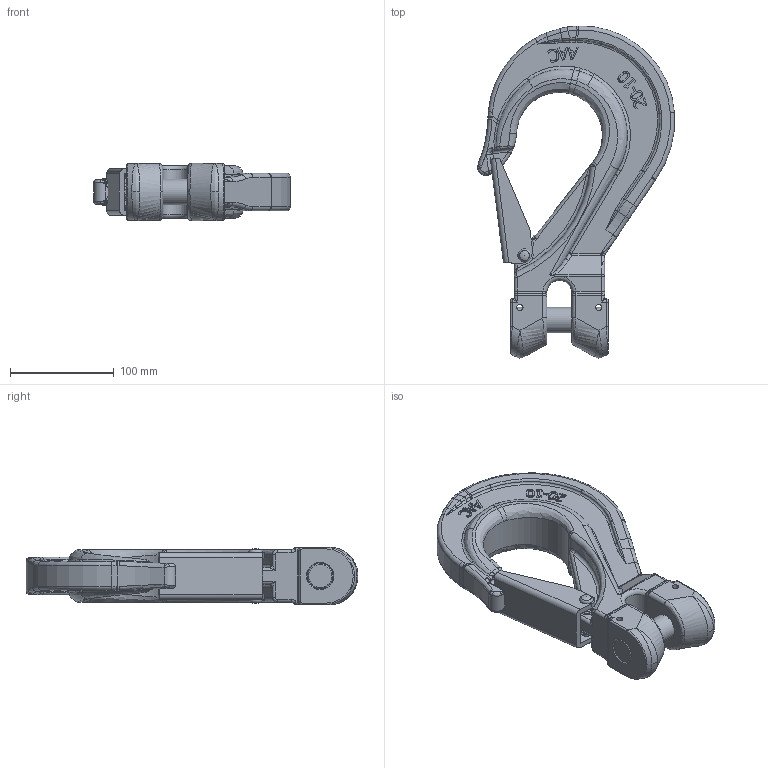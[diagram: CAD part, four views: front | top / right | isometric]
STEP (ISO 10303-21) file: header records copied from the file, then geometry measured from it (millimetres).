
FILE_DESCRIPTION(/* description */ (''),/* implementation_level */ '2;1');
FILE_NAME(/* name */ 'X-043 S-20.stp',/* time_stamp */ '2019-01-23T22:32:16+08:00',/* author */ ('Tony'),/* organization */ (''),/* preprocessor_version */ 'ST-DEVELOPER v16.1',/* originating_system */ 'Autodesk Inventor 2016',/* authorisation */ '');
FILE_SCHEMA (('AUTOMOTIVE_DESIGN { 1 0 10303 214 3 1 1 }'));
Length unit declared in the file: millimetre
Products named in the file (1): X-043  S-20
Bounding box: 189.58 x 319.64 x 55 mm (x, y, z)
Volume: 1112715.1 mm3; surface area: 143292.6 mm2
Topology: 5 solids, 5 shells, 705 faces, 1786 edges, 1086 vertices
Faces by surface type: bspline 324, plane 204, cylinder 107, torus 54, sphere 12, cone 4
Full cylindrical faces by diameter (mm): 1.5 x5, 6 x2, 8 x3, 13 x2, 24.5 x3
Entity records: 29517 total; most frequent: CARTESIAN_POINT 14819, ORIENTED_EDGE 3446, DIRECTION 2259, EDGE_CURVE 1723, VERTEX_POINT 1080, AXIS2_PLACEMENT_3D 780, EDGE_LOOP 773, FACE_OUTER_BOUND 705
